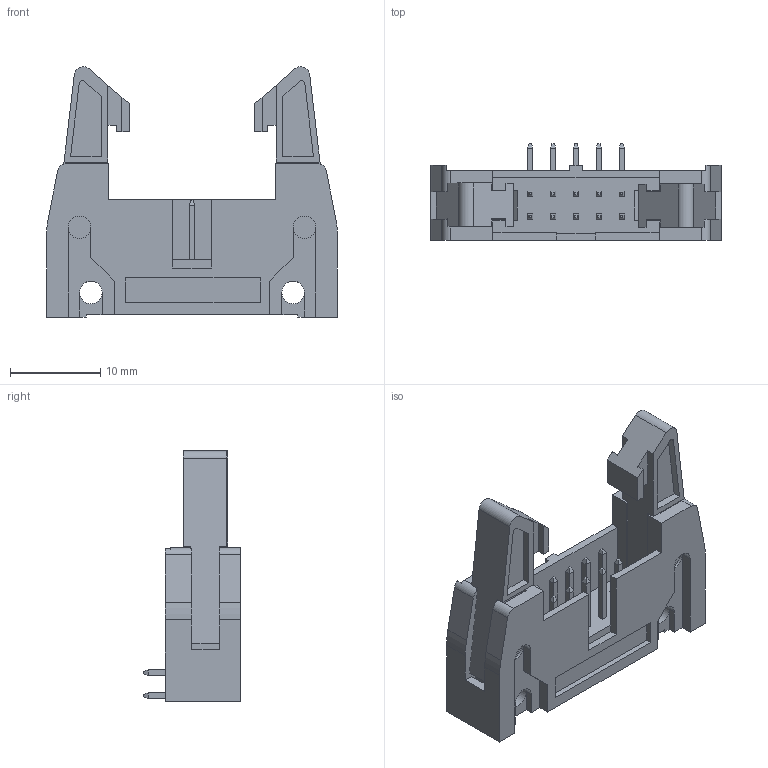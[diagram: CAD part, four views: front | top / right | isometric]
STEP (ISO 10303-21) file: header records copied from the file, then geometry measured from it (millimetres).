
FILE_DESCRIPTION( ( 'Unknown' ), '1' );
FILE_NAME( '61201022921.stp', 'Unknown', ( 'Unknown' ), ( 'Unknown' ), 'PSStep 14.0', 'Unknown', ' ' );
FILE_SCHEMA( ( 'AUTOMOTIVE_DESIGN { 1 0 10303 214 1 1 1 1 }' ) );
Length unit declared in the file: millimetre
Products named in the file (5): Assem1; 10; 6120xx22021_LEVIER_LONG; 6120xx22121_PIN_COURTE; 6120xx22121_PIN_LONGUE
Assembly tree (13 placements, depth 2):
  Assem1
    10
    6120xx22021_LEVIER_LONG  x2
    6120xx22121_PIN_COURTE  x5
    6120xx22121_PIN_LONGUE  x5
Bounding box: 32.2 x 10.7 x 27.72 mm (x, y, z)
Volume: 2604.9 mm3; surface area: 4322.7 mm2
Topology: 13 solids, 13 shells, 431 faces, 1143 edges, 731 vertices
Faces by surface type: plane 389, cylinder 42
Full cylindrical faces by diameter (mm): 2.5 x16
Entity records: 10181 total; most frequent: CARTESIAN_POINT 1443, ORIENTED_EDGE 1422, DIRECTION 1299, EDGE_CURVE 711, LINE 643, VECTOR 643, VERTEX_POINT 472, AXIS2_PLACEMENT_3D 328
